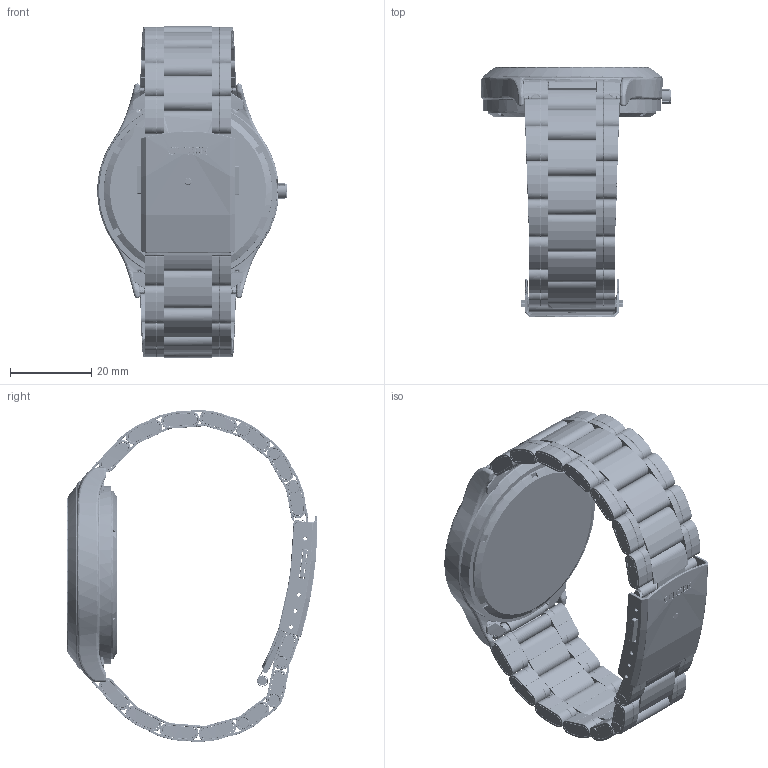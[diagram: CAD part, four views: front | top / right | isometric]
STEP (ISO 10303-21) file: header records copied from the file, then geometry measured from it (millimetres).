
FILE_DESCRIPTION(('FreeCAD Model'),'2;1');
FILE_NAME('Open CASCADE Shape Model','2025-05-04T07:27:04',('FreeCAD'),( 'FreeCAD'),'Open CASCADE STEP processor 7.6','FreeCAD','Unknown');
FILE_SCHEMA(('AUTOMOTIVE_DESIGN { 1 0 10303 214 1 1 1 1 }'));
Products named in the file (1): Open CASCADE STEP translator 7.6 1
Bounding box: 46.64 x 61.77 x 81.79 mm (x, y, z)
Volume: 27111.3 mm3; surface area: 38870.3 mm2
Topology: 78 solids, 79 shells, 9646 faces, 22680 edges, 12735 vertices
Faces by surface type: bspline 9646
Entity records: 339805 total; most frequent: CARTESIAN_POINT 219638, ORIENTED_EDGE 44120, EDGE_CURVE 22061, VERTEX_POINT 12720, B_SPLINE_CURVE_WITH_KNOTS 10012, FACE_BOUND 9835, EDGE_LOOP 9835, ADVANCED_FACE 9646
